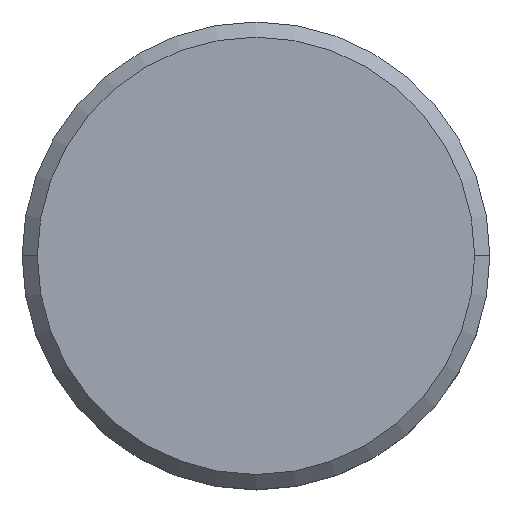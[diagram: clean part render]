
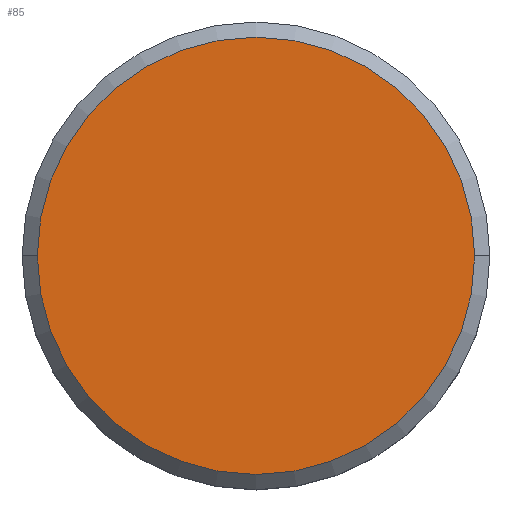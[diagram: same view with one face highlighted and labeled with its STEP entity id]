
A CAD part, top view. The second image highlights one B-rep face of the part: STEP entity #85.
In plain terms, the highlighted planar face has unit normal (0, 0, 1).
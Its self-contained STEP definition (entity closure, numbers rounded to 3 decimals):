
#85=ADVANCED_FACE('',(#190),#191,.T.);
#103=EDGE_CURVE('',#119,#143,#212,.T.);
#115=EDGE_CURVE('',#143,#119,#227,.T.);
#119=VERTEX_POINT('',#231);
#143=VERTEX_POINT('',#257);
#190=FACE_OUTER_BOUND('',#299,.T.);
#191=PLANE('',#300);
#212=CIRCLE('',#325,18.7);
#227=CIRCLE('',#344,18.7);
#231=CARTESIAN_POINT('',(-18.7,0.,13.0));
#257=CARTESIAN_POINT('',(18.7,0.,13.0));
#299=EDGE_LOOP('',(#425,#426));
#300=AXIS2_PLACEMENT_3D('',#427,#428,#429);
#325=AXIS2_PLACEMENT_3D('',#463,#464,#465);
#344=AXIS2_PLACEMENT_3D('',#484,#485,#486);
#425=ORIENTED_EDGE('',*,*,#115,.F.);
#426=ORIENTED_EDGE('',*,*,#103,.F.);
#427=CARTESIAN_POINT('',(9.35,0.,13.0));
#428=DIRECTION('',(0.0,0.,1.0));
#429=DIRECTION('',(-1.0,0.0,0.0));
#463=CARTESIAN_POINT('',(0.0,0.,13.0));
#464=DIRECTION('',(0.0,0.,-1.0));
#465=DIRECTION('',(1.0,0.0,0.0));
#484=CARTESIAN_POINT('',(0.0,0.,13.0));
#485=DIRECTION('',(0.0,0.,-1.0));
#486=DIRECTION('',(1.0,0.0,0.0));
